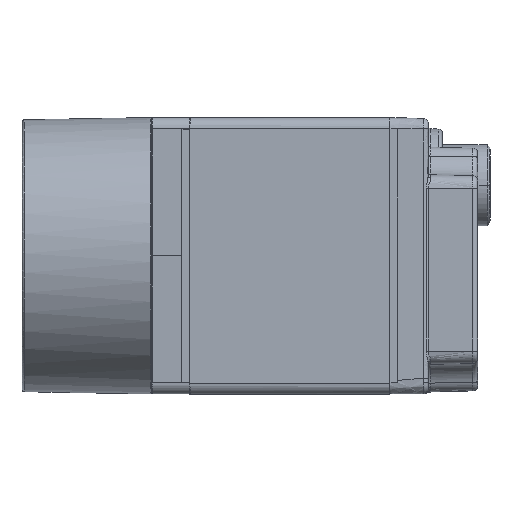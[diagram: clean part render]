
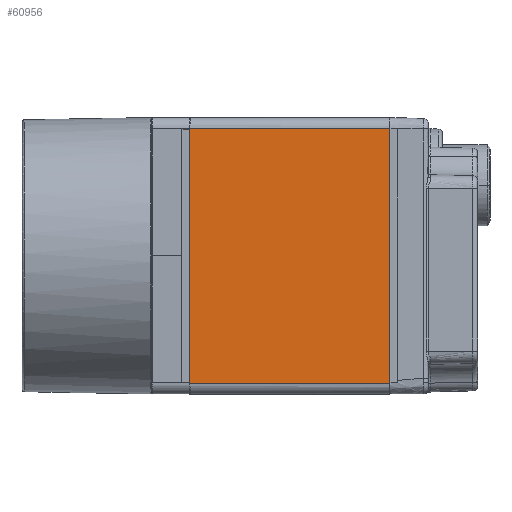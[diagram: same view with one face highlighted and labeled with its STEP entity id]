
A CAD part, left-side view. The second image highlights one B-rep face of the part: STEP entity #60956.
In plain terms, the highlighted free-form (B-spline) face has degree [1, 1] with [2, 2] control points.
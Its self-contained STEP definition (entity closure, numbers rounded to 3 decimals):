
#60866 = VERTEX_POINT('',#60867);
#60867 = CARTESIAN_POINT('',(-33.915,-16.484,
    36.229));
#60916 = VERTEX_POINT('',#60917);
#60917 = CARTESIAN_POINT('',(-33.915,10.444,
    36.229));
#60942 = EDGE_CURVE('',#60866,#60916,#60943,.T.);
#60943 = B_SPLINE_CURVE_WITH_KNOTS('',1,(#60944,#60945),.UNSPECIFIED.,
  .F.,.F.,(2,2),(0.,21.),.PIECEWISE_BEZIER_KNOTS.);
#60944 = CARTESIAN_POINT('',(-33.915,-16.484,
    36.229));
#60945 = CARTESIAN_POINT('',(-33.915,10.444,
    36.229));
#60956 = ADVANCED_FACE('',(#60957),#60979,.T.);
#60957 = FACE_BOUND('',#60958,.T.);
#60958 = EDGE_LOOP('',(#60959,#60966,#60967,#60974));
#60959 = ORIENTED_EDGE('',*,*,#60960,.F.);
#60960 = EDGE_CURVE('',#60916,#60961,#60963,.T.);
#60961 = VERTEX_POINT('',#60962);
#60962 = CARTESIAN_POINT('',(-33.915,10.444,
    70.402));
#60963 = B_SPLINE_CURVE_WITH_KNOTS('',1,(#60964,#60965),.UNSPECIFIED.,
  .F.,.F.,(2,2),(-26.65,0.),.PIECEWISE_BEZIER_KNOTS.);
#60964 = CARTESIAN_POINT('',(-33.915,10.444,
    36.229));
#60965 = CARTESIAN_POINT('',(-33.915,10.444,
    70.402));
#60966 = ORIENTED_EDGE('',*,*,#60942,.F.);
#60967 = ORIENTED_EDGE('',*,*,#60968,.T.);
#60968 = EDGE_CURVE('',#60866,#60969,#60971,.T.);
#60969 = VERTEX_POINT('',#60970);
#60970 = CARTESIAN_POINT('',(-33.915,-16.484,
    70.402));
#60971 = B_SPLINE_CURVE_WITH_KNOTS('',1,(#60972,#60973),.UNSPECIFIED.,
  .F.,.F.,(2,2),(-26.65,0.),.PIECEWISE_BEZIER_KNOTS.);
#60972 = CARTESIAN_POINT('',(-33.915,-16.484,
    36.229));
#60973 = CARTESIAN_POINT('',(-33.915,-16.484,
    70.402));
#60974 = ORIENTED_EDGE('',*,*,#60975,.T.);
#60975 = EDGE_CURVE('',#60969,#60961,#60976,.T.);
#60976 = B_SPLINE_CURVE_WITH_KNOTS('',1,(#60977,#60978),.UNSPECIFIED.,
  .F.,.F.,(2,2),(0.,21.),.PIECEWISE_BEZIER_KNOTS.);
#60977 = CARTESIAN_POINT('',(-33.915,-16.484,
    70.402));
#60978 = CARTESIAN_POINT('',(-33.915,10.444,
    70.402));
#60979 = B_SPLINE_SURFACE_WITH_KNOTS('',1,1,(
    (#60980,#60981)
    ,(#60982,#60983
    )),.UNSPECIFIED.,.F.,.F.,.F.,(2,2),(2,2),(0.,26.65),
  (-21.,0.),.PIECEWISE_BEZIER_KNOTS.);
#60980 = CARTESIAN_POINT('',(-33.915,10.444,
    70.402));
#60981 = CARTESIAN_POINT('',(-33.915,-16.484,
    70.402));
#60982 = CARTESIAN_POINT('',(-33.915,10.444,
    36.229));
#60983 = CARTESIAN_POINT('',(-33.915,-16.484,
    36.229));
